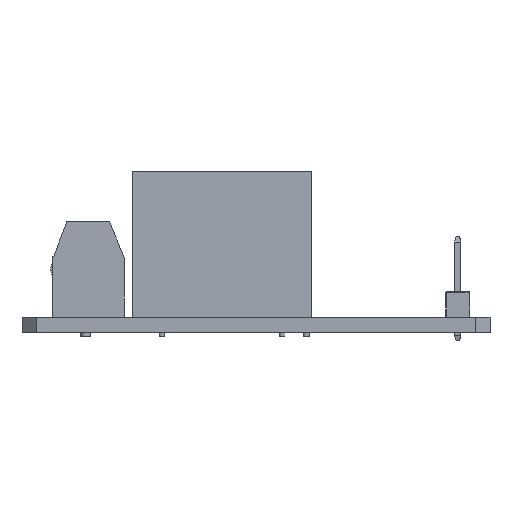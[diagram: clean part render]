
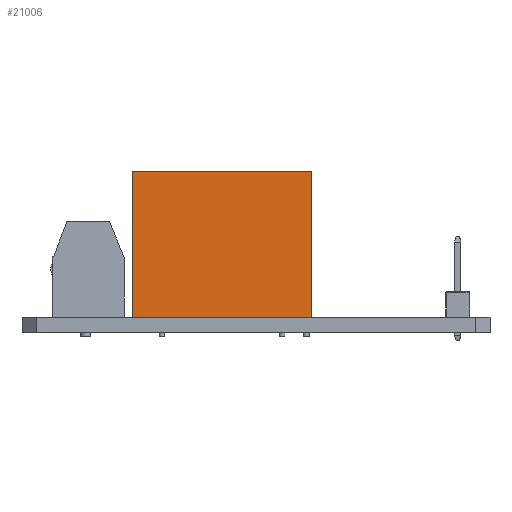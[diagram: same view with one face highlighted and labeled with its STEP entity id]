
A CAD part, front view. The second image highlights one B-rep face of the part: STEP entity #21006.
In plain terms, the highlighted planar face has unit normal (0, -1, 0).
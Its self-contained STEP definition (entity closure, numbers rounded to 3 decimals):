
#1103 = EDGE_CURVE ( 'NONE', #20408, #32572, #25450, .T. ) ;
#1293 = EDGE_CURVE ( 'NONE', #32572, #11706, #17498, .T. ) ;
#4458 = AXIS2_PLACEMENT_3D ( 'NONE', #20190, #12627, #31206 ) ;
#5505 = EDGE_LOOP ( 'NONE', ( #21239, #30533, #31816, #20051 ) ) ;
#8441 = DIRECTION ( 'NONE',  ( 1., 0., 0. ) ) ;
#8629 = CARTESIAN_POINT ( 'NONE',  ( -34.4, -26.71, 17.05 ) ) ;
#10060 = FACE_OUTER_BOUND ( 'NONE', #5505, .T. ) ;
#10152 = LINE ( 'NONE', #13084, #23148 ) ;
#11388 = CARTESIAN_POINT ( 'NONE',  ( -15.4, -26.71, 17.05 ) ) ;
#11706 = VERTEX_POINT ( 'NONE', #22262 ) ;
#12627 = DIRECTION ( 'NONE',  ( 0., 1., 0. ) ) ;
#13084 = CARTESIAN_POINT ( 'NONE',  ( -15.4, -26.71, 17.05 ) ) ;
#17218 = CARTESIAN_POINT ( 'NONE',  ( -34.4, -26.71, 17.05 ) ) ;
#17330 = CARTESIAN_POINT ( 'NONE',  ( -34.4, -26.71, 1.6 ) ) ;
#17498 = LINE ( 'NONE', #17330, #19197 ) ;
#18631 = VERTEX_POINT ( 'NONE', #11388 ) ;
#18901 = LINE ( 'NONE', #8629, #28704 ) ;
#18996 = CARTESIAN_POINT ( 'NONE',  ( -34.4, -26.71, 1.6 ) ) ;
#19197 = VECTOR ( 'NONE', #30426, 1000. ) ;
#20051 = ORIENTED_EDGE ( 'NONE', *, *, #1103, .T. ) ;
#20190 = CARTESIAN_POINT ( 'NONE',  ( -34.4, -26.71, 17.05 ) ) ;
#20408 = VERTEX_POINT ( 'NONE', #17218 ) ;
#21006 = ADVANCED_FACE ( 'NONE', ( #10060 ), #22770, .F. ) ;
#21239 = ORIENTED_EDGE ( 'NONE', *, *, #1293, .T. ) ;
#21607 = EDGE_CURVE ( 'NONE', #18631, #11706, #10152, .T. ) ;
#22262 = CARTESIAN_POINT ( 'NONE',  ( -15.4, -26.71, 1.6 ) ) ;
#22770 = PLANE ( 'NONE',  #4458 ) ;
#23148 = VECTOR ( 'NONE', #23701, 1000. ) ;
#23701 = DIRECTION ( 'NONE',  ( 0., 0., -1. ) ) ;
#25450 = LINE ( 'NONE', #25621, #26808 ) ;
#25621 = CARTESIAN_POINT ( 'NONE',  ( -34.4, -26.71, 17.05 ) ) ;
#26808 = VECTOR ( 'NONE', #27870, 1000. ) ;
#27870 = DIRECTION ( 'NONE',  ( 0., 0., -1. ) ) ;
#28704 = VECTOR ( 'NONE', #8441, 1000. ) ;
#30426 = DIRECTION ( 'NONE',  ( 1., 0., 0. ) ) ;
#30533 = ORIENTED_EDGE ( 'NONE', *, *, #21607, .F. ) ;
#31206 = DIRECTION ( 'NONE',  ( -1., 0., 0. ) ) ;
#31816 = ORIENTED_EDGE ( 'NONE', *, *, #33325, .F. ) ;
#32572 = VERTEX_POINT ( 'NONE', #18996 ) ;
#33325 = EDGE_CURVE ( 'NONE', #20408, #18631, #18901, .T. ) ;
